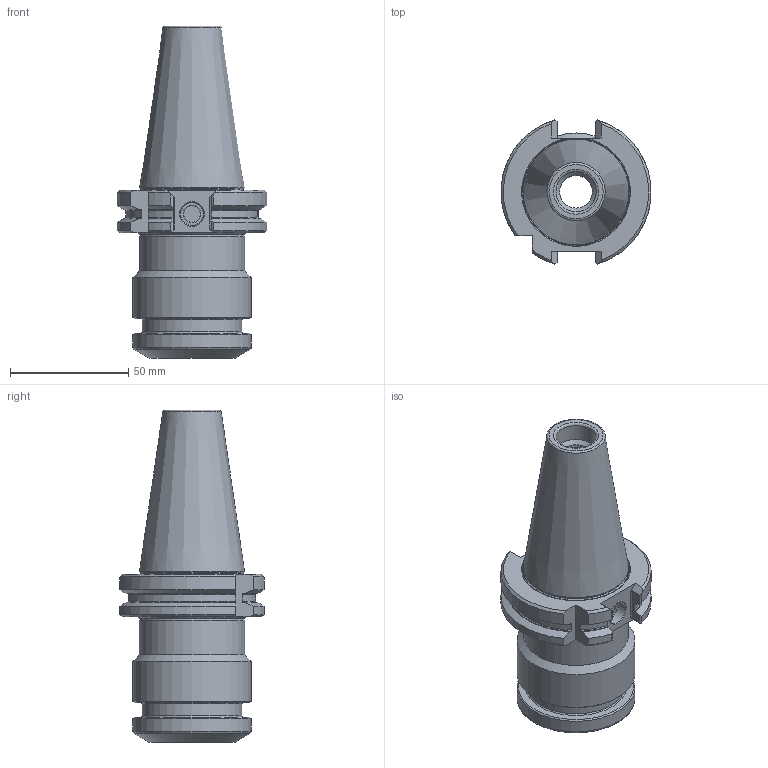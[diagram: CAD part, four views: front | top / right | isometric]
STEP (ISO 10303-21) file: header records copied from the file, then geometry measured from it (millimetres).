
FILE_DESCRIPTION(/* description */ (''),/* implementation_level */ '2;1');
FILE_NAME(/* name */ '224073246.stp',/* time_stamp */ '2021-01-12T12:30:34',/* author */ ('LRA'),/* organization */ ('REGO-FIX'),/* preprocessor_version */ ' Unknown',/* originating_system */ 'SIEMENS PLM Software Solid Edge ST10',/* authorization */ 'Unknown');
FILE_SCHEMA (('AUTOMOTIVE_DESIGN { 1 0 10303 214 2 1 1}'));
Length unit declared in the file: millimetre
Products named in the file (1): NOCUT
Bounding box: 63.37 x 60.95 x 140.4 mm (x, y, z)
Volume: 142479.8 mm3; surface area: 35667.9 mm2
Topology: 1 solids, 1 shells, 121 faces, 332 edges, 214 vertices
Faces by surface type: plane 40, cylinder 35, cone 31, torus 14, bspline 1
Full cylindrical faces by diameter (mm): 3.5 x5, 7 x1, 10 x1, 13.835 x2, 17 x1, 33 x1, 42 x1, 43.85 x1, 44.15 x1, 44.45 x1, 50 x2
Entity records: 4444 total; most frequent: CARTESIAN_POINT 836, DIRECTION 554, ORIENTED_EDGE 536, EDGE_CURVE 268, AXIS2_PLACEMENT_3D 232, VERTEX_POINT 198, FACE_BOUND 172, EDGE_LOOP 167
